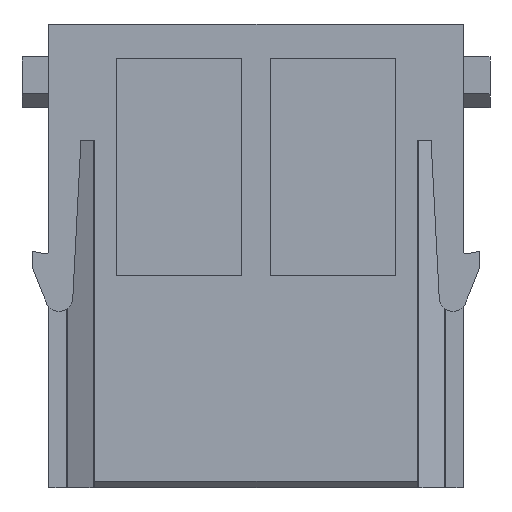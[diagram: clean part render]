
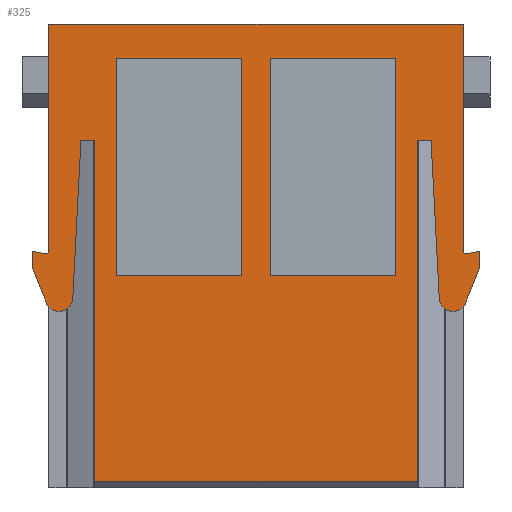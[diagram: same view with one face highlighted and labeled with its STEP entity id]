
A CAD part, front view. The second image highlights one B-rep face of the part: STEP entity #325.
In plain terms, the highlighted planar face has unit normal (0, -1, 0).
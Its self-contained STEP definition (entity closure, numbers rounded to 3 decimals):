
#305=B_SPLINE_CURVE_WITH_KNOTS('',3,(#5174,#5175,#5176,#5177),
 .UNSPECIFIED.,.F.,.F.,(4,4),(0.,1.),.UNSPECIFIED.);
#306=B_SPLINE_CURVE_WITH_KNOTS('',3,(#5185,#5186,#5187,#5188),
 .UNSPECIFIED.,.F.,.F.,(4,4),(0.,1.),.UNSPECIFIED.);
#325=ADVANCED_FACE('',(#676,#677,#678),#534,.T.);
#534=PLANE('',#3625);
#676=FACE_BOUND('',#869,.T.);
#677=FACE_BOUND('',#870,.T.);
#678=FACE_BOUND('',#871,.T.);
#869=EDGE_LOOP('',(#1835,#1836,#1837,#1838));
#870=EDGE_LOOP('',(#1839,#1840,#1841,#1842));
#871=EDGE_LOOP('',(#1843,#1844,#1845,#1846,#1847,#1848,#1849,#1850,#1851,
#1852,#1853,#1854,#1855,#1856,#1857,#1858,#1859,#1860,#1861,#1862));
#1185=LINE('',#5022,#1476);
#1232=LINE('',#5140,#1523);
#1235=LINE('',#5151,#1526);
#1236=LINE('',#5154,#1527);
#1237=LINE('',#5156,#1528);
#1238=LINE('',#5158,#1529);
#1239=LINE('',#5159,#1530);
#1240=LINE('',#5162,#1531);
#1241=LINE('',#5164,#1532);
#1242=LINE('',#5166,#1533);
#1243=LINE('',#5167,#1534);
#1244=LINE('',#5172,#1535);
#1245=LINE('',#5179,#1536);
#1246=LINE('',#5181,#1537);
#1247=LINE('',#5183,#1538);
#1248=LINE('',#5190,#1539);
#1249=LINE('',#5194,#1540);
#1250=LINE('',#5196,#1541);
#1251=LINE('',#5198,#1542);
#1252=LINE('',#5201,#1543);
#1253=LINE('',#5204,#1544);
#1254=LINE('',#5206,#1545);
#1476=VECTOR('',#4001,1.);
#1523=VECTOR('',#4062,1.);
#1526=VECTOR('',#4067,1.);
#1527=VECTOR('',#4068,1.);
#1528=VECTOR('',#4069,1.);
#1529=VECTOR('',#4070,1.);
#1530=VECTOR('',#4071,1.);
#1531=VECTOR('',#4072,1.);
#1532=VECTOR('',#4073,1.);
#1533=VECTOR('',#4074,1.);
#1534=VECTOR('',#4075,1.);
#1535=VECTOR('',#4078,1.);
#1536=VECTOR('',#4079,1.);
#1537=VECTOR('',#4080,1.);
#1538=VECTOR('',#4081,1.);
#1539=VECTOR('',#4082,1.);
#1540=VECTOR('',#4085,1.);
#1541=VECTOR('',#4086,1.);
#1542=VECTOR('',#4087,1.);
#1543=VECTOR('',#4090,1.);
#1544=VECTOR('',#4093,1.);
#1545=VECTOR('',#4094,1.);
#1835=ORIENTED_EDGE('',*,*,#3077,.T.);
#1836=ORIENTED_EDGE('',*,*,#3078,.T.);
#1837=ORIENTED_EDGE('',*,*,#3079,.T.);
#1838=ORIENTED_EDGE('',*,*,#3080,.T.);
#1839=ORIENTED_EDGE('',*,*,#3081,.T.);
#1840=ORIENTED_EDGE('',*,*,#3082,.T.);
#1841=ORIENTED_EDGE('',*,*,#3083,.T.);
#1842=ORIENTED_EDGE('',*,*,#3084,.T.);
#1843=ORIENTED_EDGE('',*,*,#3085,.F.);
#1844=ORIENTED_EDGE('',*,*,#3086,.F.);
#1845=ORIENTED_EDGE('',*,*,#3087,.F.);
#1846=ORIENTED_EDGE('',*,*,#3088,.F.);
#1847=ORIENTED_EDGE('',*,*,#3089,.F.);
#1848=ORIENTED_EDGE('',*,*,#3090,.T.);
#1849=ORIENTED_EDGE('',*,*,#3091,.T.);
#1850=ORIENTED_EDGE('',*,*,#3092,.F.);
#1851=ORIENTED_EDGE('',*,*,#3093,.T.);
#1852=ORIENTED_EDGE('',*,*,#3094,.T.);
#1853=ORIENTED_EDGE('',*,*,#3095,.T.);
#1854=ORIENTED_EDGE('',*,*,#3096,.T.);
#1855=ORIENTED_EDGE('',*,*,#3097,.T.);
#1856=ORIENTED_EDGE('',*,*,#3098,.T.);
#1857=ORIENTED_EDGE('',*,*,#3073,.F.);
#1858=ORIENTED_EDGE('',*,*,#3099,.T.);
#1859=ORIENTED_EDGE('',*,*,#3019,.T.);
#1860=ORIENTED_EDGE('',*,*,#3100,.F.);
#1861=ORIENTED_EDGE('',*,*,#3101,.F.);
#1862=ORIENTED_EDGE('',*,*,#3102,.F.);
#2687=VERTEX_POINT('',#5021);
#2688=VERTEX_POINT('',#5023);
#2739=VERTEX_POINT('',#5139);
#2740=VERTEX_POINT('',#5141);
#2743=VERTEX_POINT('',#5152);
#2744=VERTEX_POINT('',#5153);
#2745=VERTEX_POINT('',#5155);
#2746=VERTEX_POINT('',#5157);
#2747=VERTEX_POINT('',#5160);
#2748=VERTEX_POINT('',#5161);
#2749=VERTEX_POINT('',#5163);
#2750=VERTEX_POINT('',#5165);
#2751=VERTEX_POINT('',#5168);
#2752=VERTEX_POINT('',#5169);
#2753=VERTEX_POINT('',#5171);
#2754=VERTEX_POINT('',#5173);
#2755=VERTEX_POINT('',#5178);
#2756=VERTEX_POINT('',#5180);
#2757=VERTEX_POINT('',#5182);
#2758=VERTEX_POINT('',#5184);
#2759=VERTEX_POINT('',#5189);
#2760=VERTEX_POINT('',#5191);
#2761=VERTEX_POINT('',#5193);
#2762=VERTEX_POINT('',#5195);
#2763=VERTEX_POINT('',#5197);
#2764=VERTEX_POINT('',#5199);
#2765=VERTEX_POINT('',#5203);
#2766=VERTEX_POINT('',#5205);
#3019=EDGE_CURVE('',#2688,#2687,#1185,.T.);
#3073=EDGE_CURVE('',#2739,#2740,#1232,.T.);
#3077=EDGE_CURVE('',#2743,#2744,#1235,.T.);
#3078=EDGE_CURVE('',#2744,#2745,#1236,.T.);
#3079=EDGE_CURVE('',#2745,#2746,#1237,.T.);
#3080=EDGE_CURVE('',#2746,#2743,#1238,.T.);
#3081=EDGE_CURVE('',#2747,#2748,#1239,.T.);
#3082=EDGE_CURVE('',#2748,#2749,#1240,.T.);
#3083=EDGE_CURVE('',#2749,#2750,#1241,.T.);
#3084=EDGE_CURVE('',#2750,#2747,#1242,.T.);
#3085=EDGE_CURVE('',#2751,#2752,#1243,.T.);
#3086=EDGE_CURVE('',#2753,#2751,#3463,.T.);
#3087=EDGE_CURVE('',#2754,#2753,#1244,.T.);
#3088=EDGE_CURVE('',#2755,#2754,#305,.T.);
#3089=EDGE_CURVE('',#2756,#2755,#1245,.T.);
#3090=EDGE_CURVE('',#2756,#2757,#1246,.T.);
#3091=EDGE_CURVE('',#2757,#2758,#1247,.T.);
#3092=EDGE_CURVE('',#2759,#2758,#306,.T.);
#3093=EDGE_CURVE('',#2759,#2760,#1248,.T.);
#3094=EDGE_CURVE('',#2760,#2761,#3464,.T.);
#3095=EDGE_CURVE('',#2761,#2762,#1249,.T.);
#3096=EDGE_CURVE('',#2762,#2763,#1250,.T.);
#3097=EDGE_CURVE('',#2763,#2764,#1251,.T.);
#3098=EDGE_CURVE('',#2764,#2740,#3465,.T.);
#3099=EDGE_CURVE('',#2739,#2688,#1252,.T.);
#3100=EDGE_CURVE('',#2765,#2687,#3466,.T.);
#3101=EDGE_CURVE('',#2766,#2765,#1253,.T.);
#3102=EDGE_CURVE('',#2752,#2766,#1254,.T.);
#3463=CIRCLE('',#3621,1.);
#3464=CIRCLE('',#3622,1.);
#3465=CIRCLE('',#3623,0.2);
#3466=CIRCLE('',#3624,0.2);
#3621=AXIS2_PLACEMENT_3D('',#5170,#4076,#4077);
#3622=AXIS2_PLACEMENT_3D('',#5192,#4083,#4084);
#3623=AXIS2_PLACEMENT_3D('',#5200,#4088,#4089);
#3624=AXIS2_PLACEMENT_3D('',#5202,#4091,#4092);
#3625=AXIS2_PLACEMENT_3D('',#5207,#4095,#4096);
#4001=DIRECTION('',(0.,0.,-1.));
#4062=DIRECTION('',(0.,0.,-1.));
#4067=DIRECTION('',(0.,0.,-1.));
#4068=DIRECTION('',(-1.,0.,0.));
#4069=DIRECTION('',(0.,0.,1.));
#4070=DIRECTION('',(1.,0.,0.));
#4071=DIRECTION('',(0.,0.,-1.));
#4072=DIRECTION('',(-1.,0.,0.));
#4073=DIRECTION('',(0.,0.,1.));
#4074=DIRECTION('',(1.,0.,0.));
#4075=DIRECTION('',(-0.371,0.,0.929));
#4076=DIRECTION('',(0.,1.,0.));
#4077=DIRECTION('',(-1.,0.,0.));
#4078=DIRECTION('',(-0.052,0.,-0.999));
#4079=DIRECTION('',(0.,0.,1.));
#4080=DIRECTION('',(1.,0.,0.));
#4081=DIRECTION('',(0.,0.,1.));
#4082=DIRECTION('',(0.052,0.,-0.999));
#4083=DIRECTION('',(0.,-1.,0.));
#4084=DIRECTION('',(-1.,0.,0.));
#4085=DIRECTION('',(0.371,0.,0.929));
#4086=DIRECTION('',(0.,0.,1.));
#4087=DIRECTION('',(-0.979,0.,-0.204));
#4088=DIRECTION('',(0.,1.,0.));
#4089=DIRECTION('',(-1.,0.,0.));
#4090=DIRECTION('',(-1.,0.,0.));
#4091=DIRECTION('',(0.,-1.,0.));
#4092=DIRECTION('',(-1.,0.,0.));
#4093=DIRECTION('',(0.979,0.,-0.204));
#4094=DIRECTION('',(0.,0.,1.));
#4095=DIRECTION('',(0.,-1.,0.));
#4096=DIRECTION('',(-1.,0.,0.));
#5021=CARTESIAN_POINT('',(-15.149,-7.301,37.347));
#5022=CARTESIAN_POINT('',(-15.149,-7.301,53.95));
#5023=CARTESIAN_POINT('',(-15.149,-7.301,53.95));
#5139=CARTESIAN_POINT('',(15.149,-7.301,53.95));
#5140=CARTESIAN_POINT('',(15.149,-7.301,53.95));
#5141=CARTESIAN_POINT('',(15.149,-7.301,37.347));
#5151=CARTESIAN_POINT('',(-1.049,-7.301,51.445));
#5152=CARTESIAN_POINT('',(-1.049,-7.301,51.445));
#5153=CARTESIAN_POINT('',(-1.049,-7.301,35.568));
#5154=CARTESIAN_POINT('',(-1.049,-7.301,35.568));
#5155=CARTESIAN_POINT('',(-10.2,-7.301,35.568));
#5156=CARTESIAN_POINT('',(-10.2,-7.301,35.568));
#5157=CARTESIAN_POINT('',(-10.2,-7.301,51.445));
#5158=CARTESIAN_POINT('',(-10.2,-7.301,51.445));
#5159=CARTESIAN_POINT('',(10.2,-7.301,51.445));
#5160=CARTESIAN_POINT('',(10.2,-7.301,51.445));
#5161=CARTESIAN_POINT('',(10.2,-7.301,35.568));
#5162=CARTESIAN_POINT('',(10.2,-7.301,35.568));
#5163=CARTESIAN_POINT('',(1.049,-7.301,35.568));
#5164=CARTESIAN_POINT('',(1.049,-7.301,35.568));
#5165=CARTESIAN_POINT('',(1.049,-7.301,51.445));
#5166=CARTESIAN_POINT('',(1.049,-7.301,51.445));
#5167=CARTESIAN_POINT('',(-15.315,-7.301,33.562));
#5168=CARTESIAN_POINT('',(-15.315,-7.301,33.562));
#5169=CARTESIAN_POINT('',(-16.349,-7.301,36.151));
#5170=CARTESIAN_POINT('',(-14.392,-7.301,33.947));
#5171=CARTESIAN_POINT('',(-13.393,-7.301,33.896));
#5172=CARTESIAN_POINT('',(-12.794,-7.301,45.451));
#5173=CARTESIAN_POINT('',(-12.794,-7.301,45.451));
#5174=CARTESIAN_POINT('',(-11.794,-7.301,45.45));
#5175=CARTESIAN_POINT('',(-12.127,-7.301,45.45));
#5176=CARTESIAN_POINT('',(-12.46,-7.301,45.45));
#5177=CARTESIAN_POINT('',(-12.794,-7.301,45.45));
#5178=CARTESIAN_POINT('',(-11.794,-7.301,45.45));
#5179=CARTESIAN_POINT('',(-11.794,-7.301,20.05));
#5180=CARTESIAN_POINT('',(-11.794,-7.301,20.55));
#5181=CARTESIAN_POINT('',(11.794,-7.301,20.55));
#5182=CARTESIAN_POINT('',(11.794,-7.301,20.55));
#5183=CARTESIAN_POINT('',(11.794,-7.301,20.05));
#5184=CARTESIAN_POINT('',(11.794,-7.301,45.45));
#5185=CARTESIAN_POINT('',(12.794,-7.301,45.45));
#5186=CARTESIAN_POINT('',(12.46,-7.301,45.45));
#5187=CARTESIAN_POINT('',(12.127,-7.301,45.45));
#5188=CARTESIAN_POINT('',(11.794,-7.301,45.45));
#5189=CARTESIAN_POINT('',(12.794,-7.301,45.451));
#5190=CARTESIAN_POINT('',(12.794,-7.301,45.451));
#5191=CARTESIAN_POINT('',(13.393,-7.301,33.896));
#5192=CARTESIAN_POINT('',(14.392,-7.301,33.947));
#5193=CARTESIAN_POINT('',(15.315,-7.301,33.562));
#5194=CARTESIAN_POINT('',(15.315,-7.301,33.562));
#5195=CARTESIAN_POINT('',(16.349,-7.301,36.151));
#5196=CARTESIAN_POINT('',(16.349,-7.301,36.151));
#5197=CARTESIAN_POINT('',(16.349,-7.301,37.351));
#5198=CARTESIAN_POINT('',(16.349,-7.301,37.351));
#5199=CARTESIAN_POINT('',(15.389,-7.301,37.151));
#5200=CARTESIAN_POINT('',(15.349,-7.301,37.347));
#5201=CARTESIAN_POINT('',(15.149,-7.301,53.95));
#5202=CARTESIAN_POINT('',(-15.349,-7.301,37.347));
#5203=CARTESIAN_POINT('',(-15.389,-7.301,37.151));
#5204=CARTESIAN_POINT('',(-16.349,-7.301,37.351));
#5205=CARTESIAN_POINT('',(-16.349,-7.301,37.351));
#5206=CARTESIAN_POINT('',(-16.349,-7.301,36.151));
#5207=CARTESIAN_POINT('',(15.149,-7.301,53.95));
